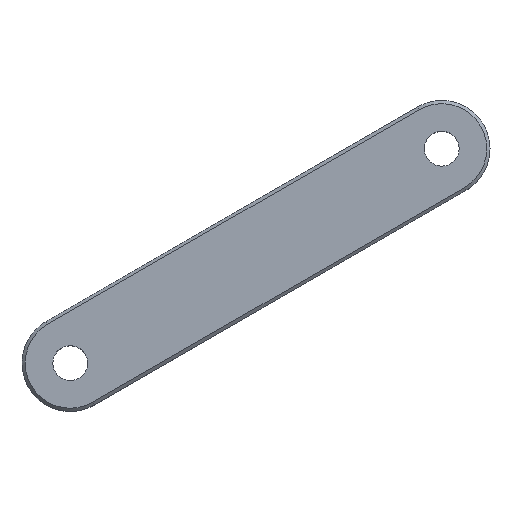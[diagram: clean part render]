
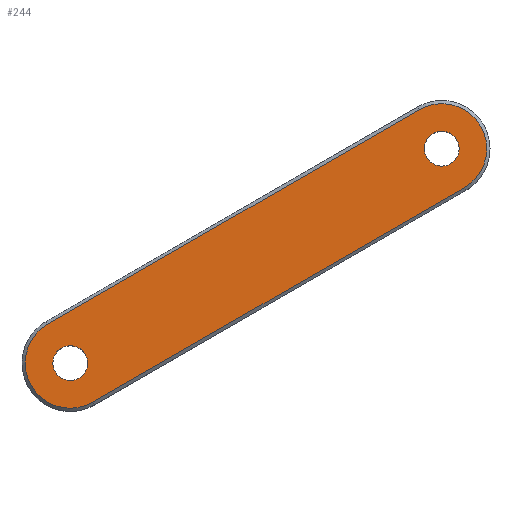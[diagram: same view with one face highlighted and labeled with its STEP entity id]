
A CAD part, top view. The second image highlights one B-rep face of the part: STEP entity #244.
In plain terms, the highlighted planar face has unit normal (0, 0, 1).
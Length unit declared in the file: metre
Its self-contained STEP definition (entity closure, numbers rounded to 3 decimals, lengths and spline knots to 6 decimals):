
#20=CIRCLE('',#278,0.0042);
#21=CIRCLE('',#279,0.0042);
#22=CIRCLE('',#280,0.001625);
#23=CIRCLE('',#281,0.001625);
#48=ORIENTED_EDGE('',*,*,#108,.T.);
#49=ORIENTED_EDGE('',*,*,#109,.T.);
#50=ORIENTED_EDGE('',*,*,#110,.T.);
#51=ORIENTED_EDGE('',*,*,#111,.T.);
#52=ORIENTED_EDGE('',*,*,#112,.F.);
#53=ORIENTED_EDGE('',*,*,#113,.F.);
#108=EDGE_CURVE('',#136,#137,#20,.T.);
#109=EDGE_CURVE('',#137,#138,#156,.T.);
#110=EDGE_CURVE('',#138,#139,#21,.T.);
#111=EDGE_CURVE('',#139,#136,#157,.T.);
#112=EDGE_CURVE('',#140,#140,#22,.T.);
#113=EDGE_CURVE('',#141,#141,#23,.T.);
#136=VERTEX_POINT('',#402);
#137=VERTEX_POINT('',#403);
#138=VERTEX_POINT('',#405);
#139=VERTEX_POINT('',#407);
#140=VERTEX_POINT('',#410);
#141=VERTEX_POINT('',#412);
#156=LINE('',#404,#176);
#157=LINE('',#408,#177);
#176=VECTOR('',#327,1.);
#177=VECTOR('',#330,1.);
#192=EDGE_LOOP('',(#48,#49,#50,#51));
#193=EDGE_LOOP('',(#52));
#194=EDGE_LOOP('',(#53));
#214=FACE_BOUND('',#192,.T.);
#215=FACE_BOUND('',#193,.T.);
#216=FACE_BOUND('',#194,.T.);
#234=PLANE('',#277);
#244=ADVANCED_FACE('',(#214,#215,#216),#234,.T.);
#277=AXIS2_PLACEMENT_3D('',#400,#323,#324);
#278=AXIS2_PLACEMENT_3D('',#401,#325,#326);
#279=AXIS2_PLACEMENT_3D('',#406,#328,#329);
#280=AXIS2_PLACEMENT_3D('',#409,#331,#332);
#281=AXIS2_PLACEMENT_3D('',#411,#333,#334);
#323=DIRECTION('',(0.,0.,1.));
#324=DIRECTION('',(1.,0.,0.));
#325=DIRECTION('',(0.,0.,1.));
#326=DIRECTION('',(1.,0.,0.));
#327=DIRECTION('',(0.866,0.5,0.));
#328=DIRECTION('',(0.,0.,1.));
#329=DIRECTION('',(1.,0.,0.));
#330=DIRECTION('',(-0.866,-0.5,0.));
#331=DIRECTION('',(0.,0.,1.));
#332=DIRECTION('',(1.,0.,0.));
#333=DIRECTION('',(0.,0.,1.));
#334=DIRECTION('',(1.,0.,0.));
#400=CARTESIAN_POINT('',(0.017321,-0.034,0.004));
#401=CARTESIAN_POINT('',(0.,-0.044,0.004));
#402=CARTESIAN_POINT('',(-0.0021,-0.040363,0.004));
#403=CARTESIAN_POINT('',(0.0021,-0.047637,0.004));
#404=CARTESIAN_POINT('',(0.036741,-0.027637,0.004));
#405=CARTESIAN_POINT('',(0.036741,-0.027637,0.004));
#406=CARTESIAN_POINT('',(0.034641,-0.024,0.004));
#407=CARTESIAN_POINT('',(0.032541,-0.020363,0.004));
#408=CARTESIAN_POINT('',(0.015221,-0.030363,0.004));
#409=CARTESIAN_POINT('',(0.,-0.044,0.004));
#410=CARTESIAN_POINT('',(0.001625,-0.044,0.004));
#411=CARTESIAN_POINT('',(0.034641,-0.024,0.004));
#412=CARTESIAN_POINT('',(0.036266,-0.024,0.004));
